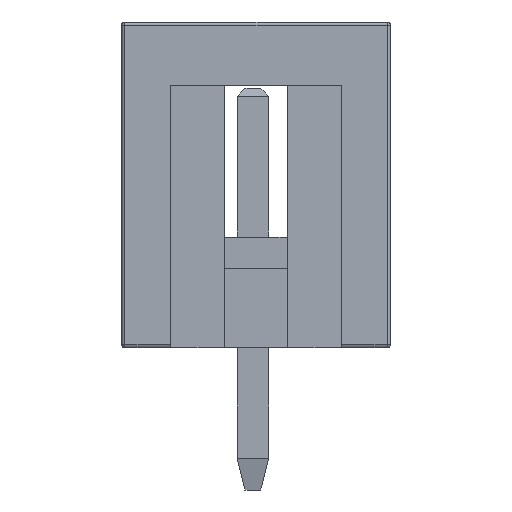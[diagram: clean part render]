
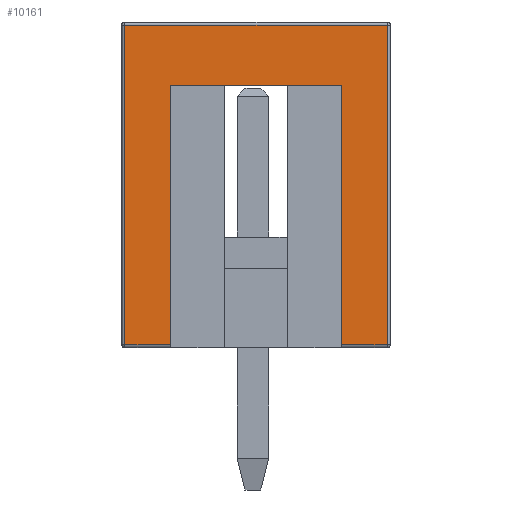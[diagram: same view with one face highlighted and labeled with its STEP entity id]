
A CAD part, left-side view. The second image highlights one B-rep face of the part: STEP entity #10161.
In plain terms, the highlighted planar face has unit normal (-1, 0, 0).
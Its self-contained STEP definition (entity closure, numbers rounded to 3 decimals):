
#4892 = VERTEX_POINT('',#4893);
#4893 = CARTESIAN_POINT('',(-2.8,-4.25,0.1));
#4900 = EDGE_CURVE('',#4892,#4901,#4903,.T.);
#4901 = VERTEX_POINT('',#4902);
#4902 = CARTESIAN_POINT('',(-2.8,-4.25,10.2));
#4903 = LINE('',#4904,#4905);
#4904 = CARTESIAN_POINT('',(-2.8,-4.25,0.));
#4905 = VECTOR('',#4906,1.);
#4906 = DIRECTION('',(0.,0.,1.));
#10161 = ADVANCED_FACE('',(#10162),#10219,.F.);
#10162 = FACE_BOUND('',#10163,.F.);
#10163 = EDGE_LOOP('',(#10164,#10165,#10173,#10181,#10189,#10197,#10205,
#10213));
#10164 = ORIENTED_EDGE('',*,*,#4900,.F.);
#10165 = ORIENTED_EDGE('',*,*,#10166,.F.);
#10166 = EDGE_CURVE('',#10167,#4892,#10169,.T.);
#10167 = VERTEX_POINT('',#10168);
#10168 = CARTESIAN_POINT('',(-2.8,-2.8,0.1));
#10169 = LINE('',#10170,#10171);
#10170 = CARTESIAN_POINT('',(-2.8,4.15,0.1));
#10171 = VECTOR('',#10172,1.);
#10172 = DIRECTION('',(0.,-1.,0.));
#10173 = ORIENTED_EDGE('',*,*,#10174,.F.);
#10174 = EDGE_CURVE('',#10175,#10167,#10177,.T.);
#10175 = VERTEX_POINT('',#10176);
#10176 = CARTESIAN_POINT('',(-2.8,-2.8,8.3));
#10177 = LINE('',#10178,#10179);
#10178 = CARTESIAN_POINT('',(-2.8,-2.8,4.15));
#10179 = VECTOR('',#10180,1.);
#10180 = DIRECTION('',(0.,0.,-1.));
#10181 = ORIENTED_EDGE('',*,*,#10182,.F.);
#10182 = EDGE_CURVE('',#10183,#10175,#10185,.T.);
#10183 = VERTEX_POINT('',#10184);
#10184 = CARTESIAN_POINT('',(-2.8,2.6,8.3));
#10185 = LINE('',#10186,#10187);
#10186 = CARTESIAN_POINT('',(-2.8,2.025,8.3));
#10187 = VECTOR('',#10188,1.);
#10188 = DIRECTION('',(0.,-1.,0.));
#10189 = ORIENTED_EDGE('',*,*,#10190,.F.);
#10190 = EDGE_CURVE('',#10191,#10183,#10193,.T.);
#10191 = VERTEX_POINT('',#10192);
#10192 = CARTESIAN_POINT('',(-2.8,2.6,0.1));
#10193 = LINE('',#10194,#10195);
#10194 = CARTESIAN_POINT('',(-2.8,2.6,-4.15));
#10195 = VECTOR('',#10196,1.);
#10196 = DIRECTION('',(0.,0.,1.));
#10197 = ORIENTED_EDGE('',*,*,#10198,.F.);
#10198 = EDGE_CURVE('',#10199,#10191,#10201,.T.);
#10199 = VERTEX_POINT('',#10200);
#10200 = CARTESIAN_POINT('',(-2.8,4.05,0.1));
#10201 = LINE('',#10202,#10203);
#10202 = CARTESIAN_POINT('',(-2.8,4.15,0.1));
#10203 = VECTOR('',#10204,1.);
#10204 = DIRECTION('',(0.,-1.,0.));
#10205 = ORIENTED_EDGE('',*,*,#10206,.T.);
#10206 = EDGE_CURVE('',#10199,#10207,#10209,.T.);
#10207 = VERTEX_POINT('',#10208);
#10208 = CARTESIAN_POINT('',(-2.8,4.05,10.2));
#10209 = LINE('',#10210,#10211);
#10210 = CARTESIAN_POINT('',(-2.8,4.05,0.));
#10211 = VECTOR('',#10212,1.);
#10212 = DIRECTION('',(0.,0.,1.));
#10213 = ORIENTED_EDGE('',*,*,#10214,.T.);
#10214 = EDGE_CURVE('',#10207,#4901,#10215,.T.);
#10215 = LINE('',#10216,#10217);
#10216 = CARTESIAN_POINT('',(-2.8,4.15,10.2));
#10217 = VECTOR('',#10218,1.);
#10218 = DIRECTION('',(0.,-1.,0.));
#10219 = PLANE('',#10220);
#10220 = AXIS2_PLACEMENT_3D('',#10221,#10222,#10223);
#10221 = CARTESIAN_POINT('',(-2.8,4.15,0.));
#10222 = DIRECTION('',(1.,0.,0.));
#10223 = DIRECTION('',(0.,-1.,0.));
